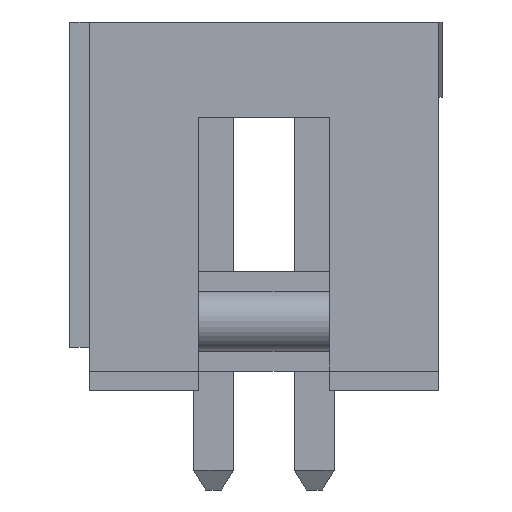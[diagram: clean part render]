
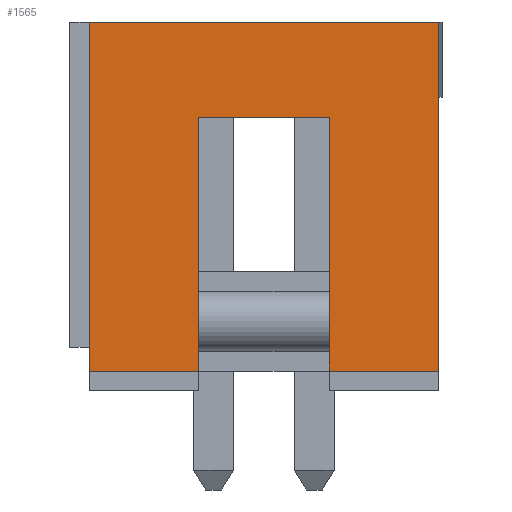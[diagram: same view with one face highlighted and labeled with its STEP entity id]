
A CAD part, left-side view. The second image highlights one B-rep face of the part: STEP entity #1565.
In plain terms, the highlighted planar face has unit normal (-1, 0, 0).
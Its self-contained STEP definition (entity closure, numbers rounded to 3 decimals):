
#27 = VECTOR ( 'NONE', #207, 1000. ) ;
#178 = LINE ( 'NONE', #208, #27 ) ;
#207 = DIRECTION ( 'NONE',  ( 0., -1., 0. ) ) ;
#208 = CARTESIAN_POINT ( 'NONE',  ( -12.64, 0., 6.4 ) ) ;
#1409 = VERTEX_POINT ( 'NONE', #10774 ) ;
#1417 = VERTEX_POINT ( 'NONE', #10757 ) ;
#1442 = VERTEX_POINT ( 'NONE', #11114 ) ;
#1444 = EDGE_CURVE ( 'NONE', #1445, #1442, #11113, .T. ) ;
#1445 = VERTEX_POINT ( 'NONE', #11109 ) ;
#1517 = VERTEX_POINT ( 'NONE', #10978 ) ;
#1519 = EDGE_CURVE ( 'NONE', #1417, #1517, #10977, .T. ) ;
#1541 = ORIENTED_EDGE ( 'NONE', *, *, #1444, .T. ) ;
#1542 = ORIENTED_EDGE ( 'NONE', *, *, #1712, .T. ) ;
#1543 = ORIENTED_EDGE ( 'NONE', *, *, #1693, .T. ) ;
#1544 = ORIENTED_EDGE ( 'NONE', *, *, #1678, .T. ) ;
#1545 = ORIENTED_EDGE ( 'NONE', *, *, #1519, .T. ) ;
#1546 = ORIENTED_EDGE ( 'NONE', *, *, #1547, .F. ) ;
#1547 = EDGE_CURVE ( 'NONE', #1548, #1517, #10948, .T. ) ;
#1548 = VERTEX_POINT ( 'NONE', #10944 ) ;
#1549 = ORIENTED_EDGE ( 'NONE', *, *, #1550, .F. ) ;
#1550 = EDGE_CURVE ( 'NONE', #1561, #1548, #10943, .T. ) ;
#1551 = ORIENTED_EDGE ( 'NONE', *, *, #1560, .T. ) ;
#1560 = EDGE_CURVE ( 'NONE', #1561, #1445, #10928, .T. ) ;
#1561 = VERTEX_POINT ( 'NONE', #10919 ) ;
#1565 = ADVANCED_FACE ( 'NONE', ( #10914 ), #10913, .T. ) ;
#1566 = EDGE_LOOP ( 'NONE', ( #1541, #1542, #1543, #1544, #1545, #1546, #1549, #1551 ) ) ;
#1678 = EDGE_CURVE ( 'NONE', #1691, #1417, #4236, .T. ) ;
#1691 = VERTEX_POINT ( 'NONE', #4213 ) ;
#1693 = EDGE_CURVE ( 'NONE', #1409, #1691, #4203, .T. ) ;
#1712 = EDGE_CURVE ( 'NONE', #1442, #1409, #178, .T. ) ;
#3854 = VECTOR ( 'NONE', #4169, 1000. ) ;
#3860 = CARTESIAN_POINT ( 'NONE',  ( -12.64, 2.75, 0. ) ) ;
#4169 = DIRECTION ( 'NONE',  ( 0., 0., -1. ) ) ;
#4203 = LINE ( 'NONE', #3860, #3854 ) ;
#4213 = CARTESIAN_POINT ( 'NONE',  ( -12.64, 2.75, 0. ) ) ;
#4233 = DIRECTION ( 'NONE',  ( 0., -1., 0. ) ) ;
#4234 = VECTOR ( 'NONE', #4233, 1000. ) ;
#4235 = CARTESIAN_POINT ( 'NONE',  ( -12.64, 0., 0. ) ) ;
#4236 = LINE ( 'NONE', #4235, #4234 ) ;
#10757 = CARTESIAN_POINT ( 'NONE',  ( -12.64, 0., 0. ) ) ;
#10774 = CARTESIAN_POINT ( 'NONE',  ( -12.64, 2.75, 6.4 ) ) ;
#10908 = DIRECTION ( 'NONE',  ( 0., 0., 1. ) ) ;
#10909 = DIRECTION ( 'NONE',  ( -1., 0., 0. ) ) ;
#10910 = CARTESIAN_POINT ( 'NONE',  ( -12.64, 0., 0. ) ) ;
#10912 = AXIS2_PLACEMENT_3D ( 'NONE', #10910, #10909, #10908 ) ;
#10913 = PLANE ( 'NONE',  #10912 ) ;
#10914 = FACE_OUTER_BOUND ( 'NONE', #1566, .T. ) ;
#10919 = CARTESIAN_POINT ( 'NONE',  ( -12.64, 8.8, 0. ) ) ;
#10920 = DIRECTION ( 'NONE',  ( 0., -1., 0. ) ) ;
#10921 = VECTOR ( 'NONE', #10920, 1000. ) ;
#10922 = CARTESIAN_POINT ( 'NONE',  ( -12.64, 0., 0. ) ) ;
#10928 = LINE ( 'NONE', #10922, #10921 ) ;
#10940 = DIRECTION ( 'NONE',  ( 0., 0., 1. ) ) ;
#10941 = VECTOR ( 'NONE', #10940, 1000. ) ;
#10942 = CARTESIAN_POINT ( 'NONE',  ( -12.64, 8.8, 0. ) ) ;
#10943 = LINE ( 'NONE', #10942, #10941 ) ;
#10944 = CARTESIAN_POINT ( 'NONE',  ( -12.64, 8.8, 8.8 ) ) ;
#10945 = DIRECTION ( 'NONE',  ( 0., -1., 0. ) ) ;
#10946 = VECTOR ( 'NONE', #10945, 1000. ) ;
#10947 = CARTESIAN_POINT ( 'NONE',  ( -12.64, 4.4, 8.8 ) ) ;
#10948 = LINE ( 'NONE', #10947, #10946 ) ;
#10974 = DIRECTION ( 'NONE',  ( 0., 0., 1. ) ) ;
#10975 = VECTOR ( 'NONE', #10974, 1000. ) ;
#10976 = CARTESIAN_POINT ( 'NONE',  ( -12.64, 0., 0. ) ) ;
#10977 = LINE ( 'NONE', #10976, #10975 ) ;
#10978 = CARTESIAN_POINT ( 'NONE',  ( -12.64, 0., 8.8 ) ) ;
#11109 = CARTESIAN_POINT ( 'NONE',  ( -12.64, 6.05, 0. ) ) ;
#11110 = DIRECTION ( 'NONE',  ( 0., 0., 1. ) ) ;
#11111 = VECTOR ( 'NONE', #11110, 1000. ) ;
#11112 = CARTESIAN_POINT ( 'NONE',  ( -12.64, 6.05, 0. ) ) ;
#11113 = LINE ( 'NONE', #11112, #11111 ) ;
#11114 = CARTESIAN_POINT ( 'NONE',  ( -12.64, 6.05, 6.4 ) ) ;
